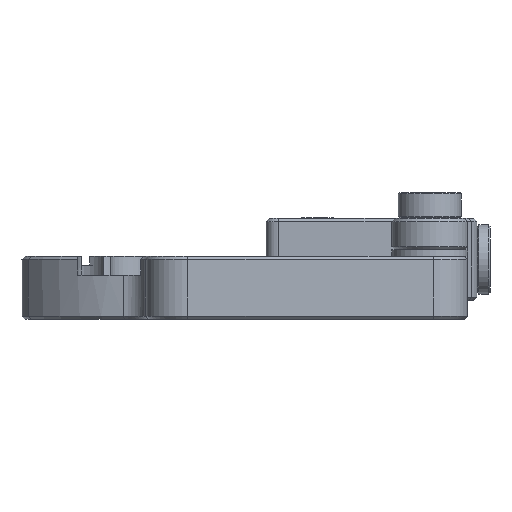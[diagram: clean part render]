
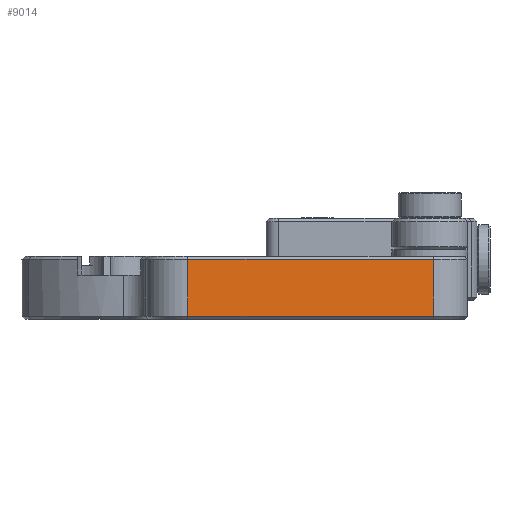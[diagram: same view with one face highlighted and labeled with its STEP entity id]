
A CAD part, left-side view. The second image highlights one B-rep face of the part: STEP entity #9014.
In plain terms, the highlighted planar face has unit normal (-0.995, -0.104, 0).
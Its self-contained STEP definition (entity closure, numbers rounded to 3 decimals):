
#358=PLANE('',#9973);
#973=FACE_OUTER_BOUND('',#1537,.T.);
#1537=EDGE_LOOP('',(#8126,#8127,#8128,#8129));
#2831=LINE('',#23486,#3530);
#2834=LINE('',#23494,#3533);
#2839=LINE('',#23506,#3538);
#2840=LINE('',#23508,#3539);
#3530=VECTOR('',#12322,10.);
#3533=VECTOR('',#12331,10.);
#3538=VECTOR('',#12348,10.);
#3539=VECTOR('',#12351,10.);
#4233=VERTEX_POINT('',#22867);
#4313=VERTEX_POINT('',#23283);
#4361=VERTEX_POINT('',#23482);
#4363=VERTEX_POINT('',#23492);
#5641=EDGE_CURVE('',#4361,#4233,#2831,.T.);
#5645=EDGE_CURVE('',#4313,#4363,#2834,.T.);
#5651=EDGE_CURVE('',#4363,#4361,#2839,.T.);
#5652=EDGE_CURVE('',#4313,#4233,#2840,.T.);
#8126=ORIENTED_EDGE('',*,*,#5641,.T.);
#8127=ORIENTED_EDGE('',*,*,#5652,.F.);
#8128=ORIENTED_EDGE('',*,*,#5645,.T.);
#8129=ORIENTED_EDGE('',*,*,#5651,.T.);
#9014=ADVANCED_FACE('',(#973),#358,.F.);
#9973=AXIS2_PLACEMENT_3D('',#23507,#12349,#12350);
#12322=DIRECTION('',(0.105,-0.995,0.));
#12331=DIRECTION('',(-0.105,0.995,0.));
#12348=DIRECTION('',(0.,0.,-1.));
#12349=DIRECTION('center_axis',(0.995,0.105,0.));
#12350=DIRECTION('ref_axis',(0.105,-0.995,0.));
#12351=DIRECTION('',(0.,0.,-1.));
#22867=CARTESIAN_POINT('',(-26.759,-0.301,60.008));
#23283=CARTESIAN_POINT('',(-26.759,-0.301,64.508));
#23482=CARTESIAN_POINT('',(-28.803,19.139,60.008));
#23486=CARTESIAN_POINT('',(-28.49,16.162,60.008));
#23492=CARTESIAN_POINT('',(-28.803,19.139,64.508));
#23494=CARTESIAN_POINT('',(-28.903,20.098,64.508));
#23506=CARTESIAN_POINT('',(-28.803,19.139,64.758));
#23507=CARTESIAN_POINT('Origin',(-28.85,19.59,64.758));
#23508=CARTESIAN_POINT('',(-26.759,-0.301,64.758));
